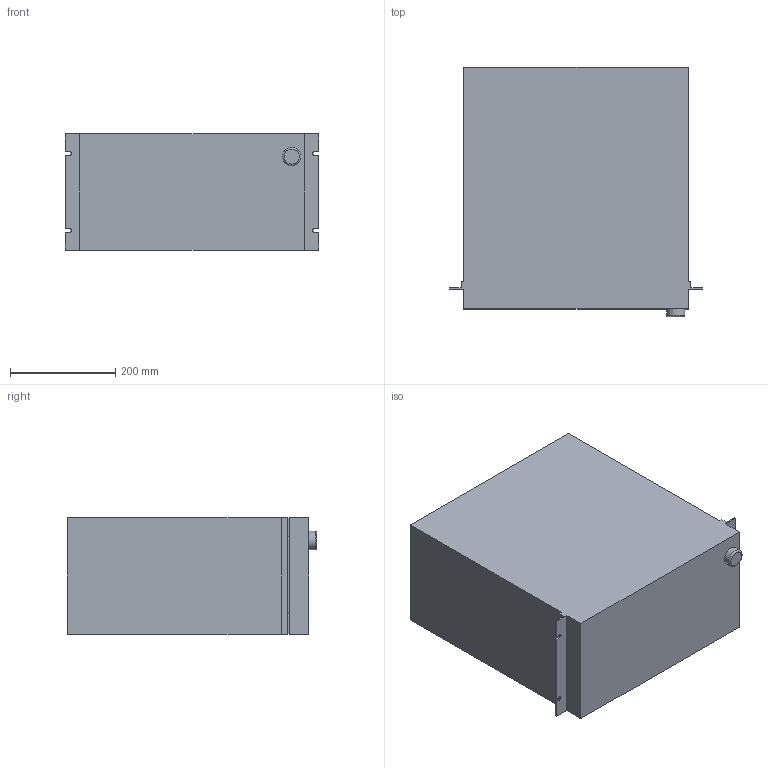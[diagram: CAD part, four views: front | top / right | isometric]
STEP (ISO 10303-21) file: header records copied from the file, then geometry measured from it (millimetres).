
FILE_DESCRIPTION(/* description */ (''),/* implementation_level */ '2;1');
FILE_NAME(/* name */ 'tokogawa AQ6370D.stp',/* time_stamp */ '2022-05-17T09:32:04-04:00',/* author */ ('empir'),/* organization */ (''),/* preprocessor_version */ 'ST-DEVELOPER v19',/* originating_system */ 'Autodesk Inventor 2023',/* authorisation */ '');
FILE_SCHEMA (('AUTOMOTIVE_DESIGN { 1 0 10303 214 3 1 1 }'));
Length unit declared in the file: inch
Products named in the file (1): tokogawa AQ6370D
Bounding box: 481.1 x 473.52 x 220.98 mm (x, y, z)
Volume: 43251496.8 mm3; surface area: 807756.1 mm2
Topology: 1 solids, 1 shells, 37 faces, 102 edges, 68 vertices
Faces by surface type: plane 31, cylinder 5, torus 1
Full cylindrical faces by diameter (mm): 34.925 x1
Entity records: 1214 total; most frequent: CARTESIAN_POINT 208, ORIENTED_EDGE 204, DIRECTION 191, EDGE_CURVE 102, LINE 89, VECTOR 89, VERTEX_POINT 68, AXIS2_PLACEMENT_3D 51
